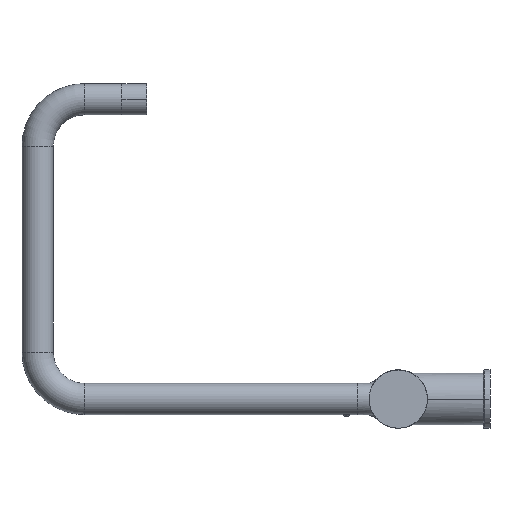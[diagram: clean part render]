
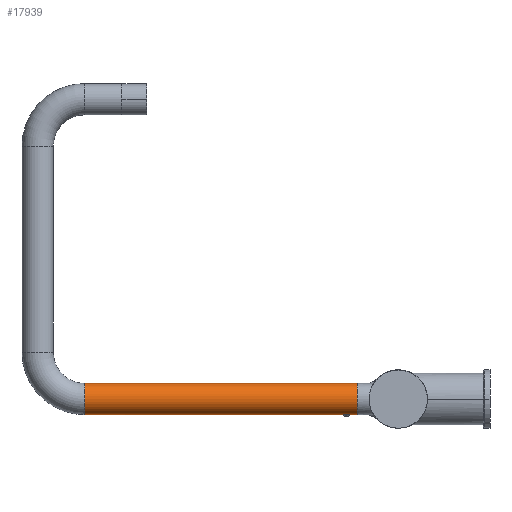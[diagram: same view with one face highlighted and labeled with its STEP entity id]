
A CAD part, left-side view. The second image highlights one B-rep face of the part: STEP entity #17939.
In plain terms, the highlighted cylindrical face has radius 12 mm (diameter 24 mm), a partial arc.
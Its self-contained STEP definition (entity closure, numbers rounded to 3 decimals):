
#16718=CARTESIAN_POINT('',(0.,31.655,0.));
#16719=DIRECTION('',(0.,1.,0.));
#16720=DIRECTION('',(0.,0.,-1.));
#16721=AXIS2_PLACEMENT_3D('',#16718,#16719,#16720);
#16733=CARTESIAN_POINT('',(0.,36.905,-12.));
#16797=CARTESIAN_POINT('',(0.,42.405,-12.));
#16799=DIRECTION('',(0.,1.,0.));
#16800=VECTOR('',#16799,209.);
#16801=CARTESIAN_POINT('',(0.,31.655,12.));
#16802=LINE('',#16801,#16800);
#16811=CARTESIAN_POINT('',(0.,42.405,-12.));
#16812=CARTESIAN_POINT('',(-0.046,42.405,-12.));
#16813=CARTESIAN_POINT('',(-0.138,42.403,
-11.999));
#16814=CARTESIAN_POINT('',(-0.276,42.393,
-11.997));
#16815=CARTESIAN_POINT('',(-0.413,42.375,
-11.993));
#16816=CARTESIAN_POINT('',(-0.549,42.351,
-11.988));
#16817=CARTESIAN_POINT('',(-0.684,42.32,
-11.981));
#16818=CARTESIAN_POINT('',(-0.817,42.282,
-11.972));
#16819=CARTESIAN_POINT('',(-0.949,42.238,
-11.963));
#16820=CARTESIAN_POINT('',(-1.078,42.186,
-11.952));
#16821=CARTESIAN_POINT('',(-1.205,42.128,
-11.94));
#16822=CARTESIAN_POINT('',(-1.33,42.064,
-11.926));
#16823=CARTESIAN_POINT('',(-1.45,41.993,
-11.912));
#16824=CARTESIAN_POINT('',(-1.568,41.916,
-11.897));
#16825=CARTESIAN_POINT('',(-1.681,41.833,
-11.882));
#16826=CARTESIAN_POINT('',(-1.79,41.744,
-11.866));
#16827=CARTESIAN_POINT('',(-1.895,41.65,
-11.85));
#16828=CARTESIAN_POINT('',(-1.995,41.55,
-11.833));
#16829=CARTESIAN_POINT('',(-2.089,41.445,
-11.817));
#16830=CARTESIAN_POINT('',(-2.178,41.336,
-11.801));
#16831=CARTESIAN_POINT('',(-2.261,41.223,
-11.785));
#16832=CARTESIAN_POINT('',(-2.338,41.105,
-11.77));
#16833=CARTESIAN_POINT('',(-2.409,40.984,
-11.756));
#16834=CARTESIAN_POINT('',(-2.473,40.86,
-11.742));
#16835=CARTESIAN_POINT('',(-2.531,40.733,
-11.73));
#16836=CARTESIAN_POINT('',(-2.583,40.604,
-11.719));
#16837=CARTESIAN_POINT('',(-2.627,40.472,
-11.709));
#16838=CARTESIAN_POINT('',(-2.665,40.338,
-11.7));
#16839=CARTESIAN_POINT('',(-2.696,40.203,
-11.693));
#16840=CARTESIAN_POINT('',(-2.72,40.068,
-11.688));
#16841=CARTESIAN_POINT('',(-2.737,39.931,
-11.684));
#16842=CARTESIAN_POINT('',(-2.748,39.793,
-11.681));
#16843=CARTESIAN_POINT('',(-2.751,39.655,
-11.68));
#16844=CARTESIAN_POINT('',(-2.748,39.518,
-11.681));
#16845=CARTESIAN_POINT('',(-2.737,39.38,
-11.684));
#16846=CARTESIAN_POINT('',(-2.72,39.243,
-11.688));
#16847=CARTESIAN_POINT('',(-2.696,39.107,
-11.693));
#16848=CARTESIAN_POINT('',(-2.665,38.972,
-11.7));
#16849=CARTESIAN_POINT('',(-2.627,38.839,
-11.709));
#16850=CARTESIAN_POINT('',(-2.583,38.707,
-11.719));
#16851=CARTESIAN_POINT('',(-2.531,38.578,
-11.73));
#16852=CARTESIAN_POINT('',(-2.473,38.45,
-11.742));
#16853=CARTESIAN_POINT('',(-2.409,38.326,
-11.756));
#16854=CARTESIAN_POINT('',(-2.338,38.205,
-11.77));
#16855=CARTESIAN_POINT('',(-2.261,38.088,
-11.785));
#16856=CARTESIAN_POINT('',(-2.178,37.974,
-11.801));
#16857=CARTESIAN_POINT('',(-2.089,37.865,
-11.817));
#16858=CARTESIAN_POINT('',(-1.995,37.761,
-11.833));
#16859=CARTESIAN_POINT('',(-1.895,37.661,
-11.85));
#16860=CARTESIAN_POINT('',(-1.79,37.566,
-11.866));
#16861=CARTESIAN_POINT('',(-1.681,37.478,
-11.882));
#16862=CARTESIAN_POINT('',(-1.568,37.395,
-11.897));
#16863=CARTESIAN_POINT('',(-1.45,37.317,
-11.912));
#16864=CARTESIAN_POINT('',(-1.33,37.247,
-11.926));
#16865=CARTESIAN_POINT('',(-1.205,37.182,
-11.94));
#16866=CARTESIAN_POINT('',(-1.078,37.124,
-11.952));
#16867=CARTESIAN_POINT('',(-0.949,37.073,
-11.963));
#16868=CARTESIAN_POINT('',(-0.817,37.028,
-11.972));
#16869=CARTESIAN_POINT('',(-0.684,36.99,
-11.981));
#16870=CARTESIAN_POINT('',(-0.549,36.959,
-11.988));
#16871=CARTESIAN_POINT('',(-0.413,36.935,
-11.993));
#16872=CARTESIAN_POINT('',(-0.276,36.918,
-11.997));
#16873=CARTESIAN_POINT('',(-0.138,36.908,
-11.999));
#16874=CARTESIAN_POINT('',(-0.046,36.905,-12.));
#16875=CARTESIAN_POINT('',(0.,36.905,-12.));
#16877=DIRECTION('',(0.,1.,0.));
#16878=VECTOR('',#16877,198.25);
#16879=CARTESIAN_POINT('',(0.,42.405,-12.));
#16880=LINE('',#16879,#16878);
#16881=DIRECTION('',(0.,1.,0.));
#16882=VECTOR('',#16881,5.25);
#16883=CARTESIAN_POINT('',(0.,31.655,-12.));
#16884=LINE('',#16883,#16882);
#16885=CARTESIAN_POINT('',(0.,240.655,0.));
#16886=DIRECTION('',(0.,1.,0.));
#16887=DIRECTION('',(0.,0.,-1.));
#16888=AXIS2_PLACEMENT_3D('',#16885,#16886,#16887);
#17165=CARTESIAN_POINT('',(0.,31.655,12.));
#17166=CARTESIAN_POINT('',(0.,31.655,-12.));
#17167=VERTEX_POINT('',#17165);
#17168=VERTEX_POINT('',#17166);
#17169=CARTESIAN_POINT('',(0.,240.655,12.));
#17170=CARTESIAN_POINT('',(0.,240.655,-12.));
#17171=VERTEX_POINT('',#17169);
#17172=VERTEX_POINT('',#17170);
#17185=VERTEX_POINT('',#16733);
#17186=VERTEX_POINT('',#16797);
#17925=CARTESIAN_POINT('',(0.,31.655,0.));
#17926=DIRECTION('',(0.,1.,0.));
#17927=DIRECTION('',(0.,0.,1.));
#17928=AXIS2_PLACEMENT_3D('',#17925,#17926,#17927);
#17929=CYLINDRICAL_SURFACE('',#17928,12.);
#17930=ORIENTED_EDGE('',*,*,#17909,.F.);
#17931=ORIENTED_EDGE('',*,*,#17870,.T.);
#17933=ORIENTED_EDGE('',*,*,#17932,.T.);
#17934=ORIENTED_EDGE('',*,*,#17866,.F.);
#17935=ORIENTED_EDGE('',*,*,#17839,.F.);
#17936=ORIENTED_EDGE('',*,*,#17863,.T.);
#17937=EDGE_LOOP('',(#17930,#17931,#17933,#17934,#17935,#17936));
#17938=FACE_OUTER_BOUND('',#17937,.F.);
#17939=ADVANCED_FACE('',(#17938),#17929,.T.);
#16722=CIRCLE('',#16721,12.);
#16876=B_SPLINE_CURVE_WITH_KNOTS('',3,(#16811,#16812,#16813,#16814,#16815,
#16816,#16817,#16818,#16819,#16820,#16821,#16822,#16823,#16824,#16825,#16826,
#16827,#16828,#16829,#16830,#16831,#16832,#16833,#16834,#16835,#16836,#16837,
#16838,#16839,#16840,#16841,#16842,#16843,#16844,#16845,#16846,#16847,#16848,
#16849,#16850,#16851,#16852,#16853,#16854,#16855,#16856,#16857,#16858,#16859,
#16860,#16861,#16862,#16863,#16864,#16865,#16866,#16867,#16868,#16869,#16870,
#16871,#16872,#16873,#16874,#16875),.UNSPECIFIED.,.F.,.F.,(4,1,1,1,1,1,1,1,1,1,
1,1,1,1,1,1,1,1,1,1,1,1,1,1,1,1,1,1,1,1,1,1,1,1,1,1,1,1,1,1,1,1,1,1,1,1,1,1,1,1,
1,1,1,1,1,1,1,1,1,1,1,1,4),(0.,0.016,0.032,
0.048,0.065,0.081,0.097,
0.113,0.129,0.145,0.161,
0.177,0.194,0.21,0.226,
0.242,0.258,0.274,0.29,
0.306,0.323,0.339,0.355,
0.371,0.387,0.403,0.419,
0.435,0.452,0.468,0.484,0.5,
0.516,0.532,0.548,0.565,
0.581,0.597,0.613,0.629,
0.645,0.661,0.677,0.694,
0.71,0.726,0.742,0.758,
0.774,0.79,0.806,0.823,
0.839,0.855,0.871,0.887,
0.903,0.919,0.935,0.952,
0.968,0.984,1.),.UNSPECIFIED.);
#16889=CIRCLE('',#16888,12.);
#17839=EDGE_CURVE('',#17168,#17167,#16722,.T.);
#17863=EDGE_CURVE('',#17168,#17185,#16884,.T.);
#17866=EDGE_CURVE('',#17167,#17171,#16802,.T.);
#17870=EDGE_CURVE('',#17186,#17172,#16880,.T.);
#17909=EDGE_CURVE('',#17186,#17185,#16876,.T.);
#17932=EDGE_CURVE('',#17172,#17171,#16889,.T.);
